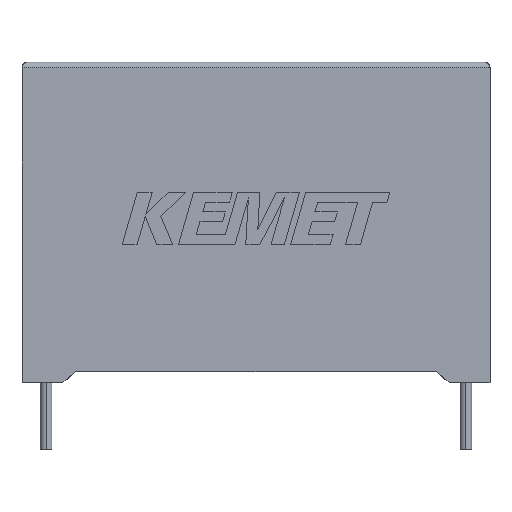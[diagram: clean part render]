
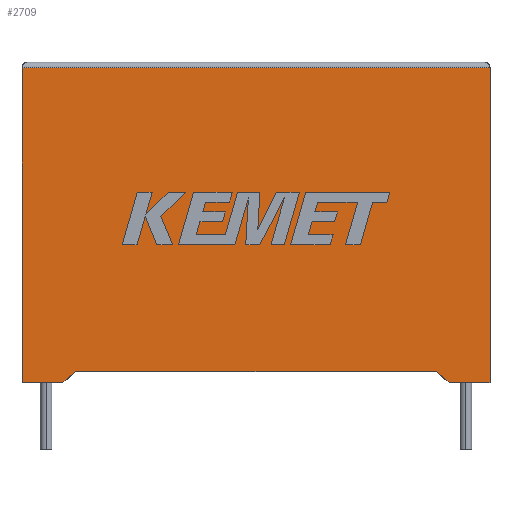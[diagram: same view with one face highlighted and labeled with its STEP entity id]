
A CAD part, top view. The second image highlights one B-rep face of the part: STEP entity #2709.
In plain terms, the highlighted planar face has unit normal (0, 0, 1).
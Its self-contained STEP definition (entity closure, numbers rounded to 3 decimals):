
#30 = VERTEX_POINT ( 'NONE', #2187 ) ;
#115 = DIRECTION ( 'NONE',  ( -1., 0., 0. ) ) ;
#121 = VERTEX_POINT ( 'NONE', #2195 ) ;
#172 = ORIENTED_EDGE ( 'NONE', *, *, #2663, .T. ) ;
#189 = EDGE_LOOP ( 'NONE', ( #1273, #172, #523, #810, #490, #1921, #1852, #1132 ) ) ;
#292 = CARTESIAN_POINT ( 'NONE',  ( 20.9, 0.986, 16.3 ) ) ;
#318 = CARTESIAN_POINT ( 'NONE',  ( 0., 28.1, 16.3 ) ) ;
#330 = CARTESIAN_POINT ( 'NONE',  ( 0., 0., 16.3 ) ) ;
#333 = EDGE_CURVE ( 'NONE', #604, #497, #2496, .T. ) ;
#367 = VERTEX_POINT ( 'NONE', #2783 ) ;
#407 = DIRECTION ( 'NONE',  ( 1., 0., 0. ) ) ;
#413 = LINE ( 'NONE', #869, #1632 ) ;
#424 = CARTESIAN_POINT ( 'NONE',  ( 41.8, 0., 16.3 ) ) ;
#442 = DIRECTION ( 'NONE',  ( 1., 0., 0. ) ) ;
#490 = ORIENTED_EDGE ( 'NONE', *, *, #1171, .F. ) ;
#497 = VERTEX_POINT ( 'NONE', #1457 ) ;
#523 = ORIENTED_EDGE ( 'NONE', *, *, #2066, .T. ) ;
#581 = CARTESIAN_POINT ( 'NONE',  ( 0., 0., 16.3 ) ) ;
#604 = VERTEX_POINT ( 'NONE', #887 ) ;
#764 = EDGE_CURVE ( 'NONE', #367, #1165, #2491, .T. ) ;
#785 = VERTEX_POINT ( 'NONE', #2533 ) ;
#793 = VECTOR ( 'NONE', #1501, 1000. ) ;
#810 = ORIENTED_EDGE ( 'NONE', *, *, #764, .T. ) ;
#840 = VERTEX_POINT ( 'NONE', #893 ) ;
#869 = CARTESIAN_POINT ( 'NONE',  ( 0., 0., 16.3 ) ) ;
#886 = VECTOR ( 'NONE', #1431, 1000. ) ;
#887 = CARTESIAN_POINT ( 'NONE',  ( 36.989, 0.986, 16.3 ) ) ;
#893 = CARTESIAN_POINT ( 'NONE',  ( 4.811, 0.986, 16.3 ) ) ;
#896 = VECTOR ( 'NONE', #2497, 1000. ) ;
#996 = DIRECTION ( 'NONE',  ( -1., 0., 0. ) ) ;
#1013 = PLANE ( 'NONE',  #1095 ) ;
#1095 = AXIS2_PLACEMENT_3D ( 'NONE', #330, #2646, #115 ) ;
#1132 = ORIENTED_EDGE ( 'NONE', *, *, #2538, .T. ) ;
#1134 = VECTOR ( 'NONE', #407, 1000. ) ;
#1165 = VERTEX_POINT ( 'NONE', #2511 ) ;
#1171 = EDGE_CURVE ( 'NONE', #840, #1165, #1675, .T. ) ;
#1203 = CARTESIAN_POINT ( 'NONE',  ( 3.65, 0., 16.3 ) ) ;
#1273 = ORIENTED_EDGE ( 'NONE', *, *, #1960, .T. ) ;
#1341 = CARTESIAN_POINT ( 'NONE',  ( 38.15, 0., 16.3 ) ) ;
#1431 = DIRECTION ( 'NONE',  ( -0.762, -0.647, 0. ) ) ;
#1457 = CARTESIAN_POINT ( 'NONE',  ( 38.15, 0., 16.3 ) ) ;
#1501 = DIRECTION ( 'NONE',  ( 0., -1., 0. ) ) ;
#1584 = DIRECTION ( 'NONE',  ( 0.762, -0.647, 0. ) ) ;
#1613 = VECTOR ( 'NONE', #1584, 1000. ) ;
#1632 = VECTOR ( 'NONE', #442, 1000. ) ;
#1675 = LINE ( 'NONE', #1203, #886 ) ;
#1684 = EDGE_CURVE ( 'NONE', #604, #840, #1907, .T. ) ;
#1773 = VECTOR ( 'NONE', #996, 1000. ) ;
#1852 = ORIENTED_EDGE ( 'NONE', *, *, #333, .T. ) ;
#1907 = LINE ( 'NONE', #292, #2254 ) ;
#1921 = ORIENTED_EDGE ( 'NONE', *, *, #1684, .F. ) ;
#1953 = LINE ( 'NONE', #581, #793 ) ;
#1960 = EDGE_CURVE ( 'NONE', #785, #121, #3023, .T. ) ;
#2066 = EDGE_CURVE ( 'NONE', #30, #367, #1953, .T. ) ;
#2160 = FACE_OUTER_BOUND ( 'NONE', #189, .T. ) ;
#2187 = CARTESIAN_POINT ( 'NONE',  ( 0., 28.1, 16.3 ) ) ;
#2195 = CARTESIAN_POINT ( 'NONE',  ( 41.8, 28.1, 16.3 ) ) ;
#2254 = VECTOR ( 'NONE', #2832, 1000. ) ;
#2491 = LINE ( 'NONE', #2983, #1134 ) ;
#2496 = LINE ( 'NONE', #1341, #1613 ) ;
#2497 = DIRECTION ( 'NONE',  ( 0., 1., 0. ) ) ;
#2511 = CARTESIAN_POINT ( 'NONE',  ( 3.65, 0., 16.3 ) ) ;
#2533 = CARTESIAN_POINT ( 'NONE',  ( 41.8, 0., 16.3 ) ) ;
#2538 = EDGE_CURVE ( 'NONE', #497, #785, #413, .T. ) ;
#2627 = LINE ( 'NONE', #318, #1773 ) ;
#2646 = DIRECTION ( 'NONE',  ( 0., 0., -1. ) ) ;
#2663 = EDGE_CURVE ( 'NONE', #121, #30, #2627, .T. ) ;
#2709 = ADVANCED_FACE ( 'NONE', ( #2160 ), #1013, .F. ) ;
#2783 = CARTESIAN_POINT ( 'NONE',  ( 0., 0., 16.3 ) ) ;
#2832 = DIRECTION ( 'NONE',  ( -1., 0., 0. ) ) ;
#2983 = CARTESIAN_POINT ( 'NONE',  ( 0., 0., 16.3 ) ) ;
#3023 = LINE ( 'NONE', #424, #896 ) ;
